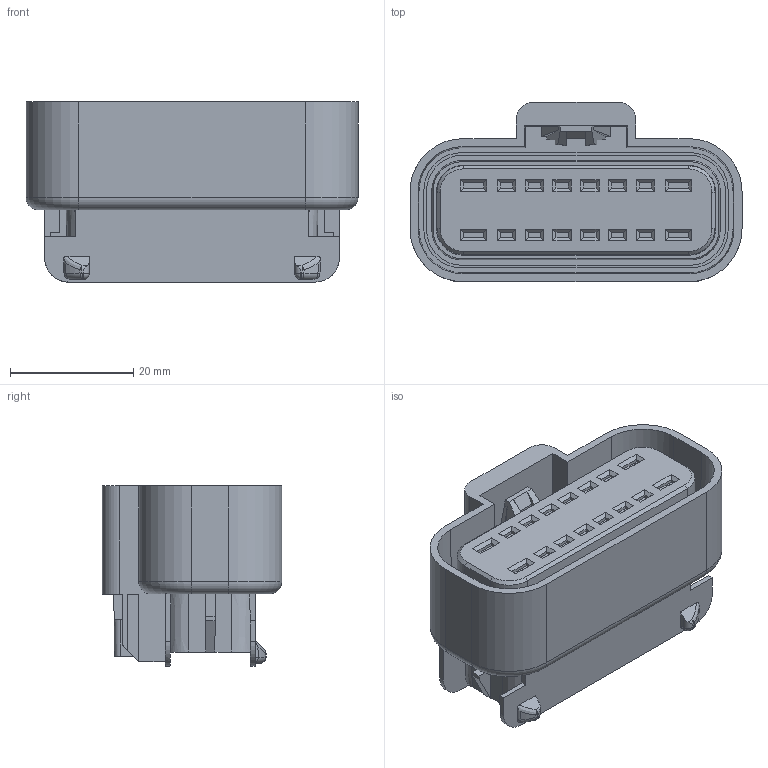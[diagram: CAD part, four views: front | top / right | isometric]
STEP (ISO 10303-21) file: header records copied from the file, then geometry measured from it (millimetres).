
FILE_DESCRIPTION(/* description */ (''),/* implementation_level */ '2;1');
FILE_NAME(/* name */ '15326084-ENV10_01-CONN.stp',/* time_stamp */ '2024-01-24T16:24:52+08:00',/* author */ (''),/* organization */ (''),/* preprocessor_version */ 'ST-DEVELOPER v16',/* originating_system */ 'SIEMENS PLM Software NX 11.0',/* authorisation */ '');
FILE_SCHEMA (('AUTOMOTIVE_DESIGN { 1 0 10303 214 3 1 1 1 }'));
Length unit declared in the file: millimetre
Products named in the file (1): 15326084-ENV10_01-CONN
Bounding box: 53.95 x 29.17 x 29.3 mm (x, y, z)
Volume: 23557.1 mm3; surface area: 11860.7 mm2
Topology: 1 solids, 1 shells, 400 faces, 1017 edges, 639 vertices
Faces by surface type: plane 311, cylinder 51, cone 14, bspline 10, sphere 8, torus 6
Entity records: 11997 total; most frequent: CARTESIAN_POINT 2383, ORIENTED_EDGE 2022, DIRECTION 1899, EDGE_CURVE 1011, LINE 821, VECTOR 821, VERTEX_POINT 639, AXIS2_PLACEMENT_3D 539
